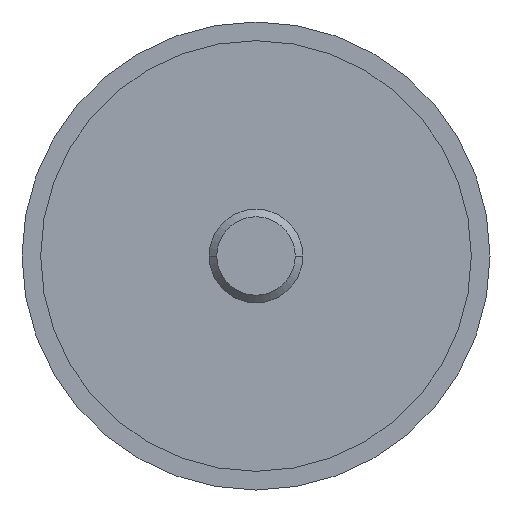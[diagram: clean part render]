
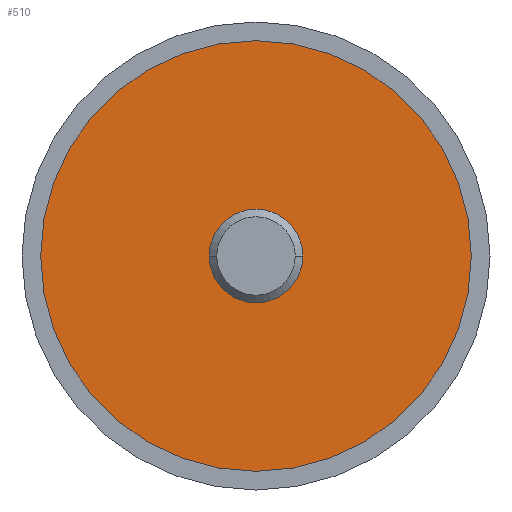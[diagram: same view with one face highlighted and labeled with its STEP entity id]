
A CAD part, front view. The second image highlights one B-rep face of the part: STEP entity #510.
In plain terms, the highlighted planar face has unit normal (0, -1, 0).
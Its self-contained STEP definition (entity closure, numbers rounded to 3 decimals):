
#232=EDGE_CURVE('',#520,#440,#590,.T.);
#296=VERTEX_POINT('',#663);
#350=EDGE_CURVE('',#392,#296,#720,.T.);
#392=VERTEX_POINT('',#769);
#440=VERTEX_POINT('',#826);
#510=ADVANCED_FACE('',(#908,#909),#910,.T.);
#514=EDGE_CURVE('',#296,#392,#914,.T.);
#520=VERTEX_POINT('',#921);
#532=EDGE_CURVE('',#440,#520,#933,.T.);
#590=CIRCLE('',#996,23.0);
#663=CARTESIAN_POINT('',(5.0,0.0,0.));
#720=CIRCLE('',#1162,5.0);
#769=CARTESIAN_POINT('',(-5.0,0.0,0.));
#826=CARTESIAN_POINT('',(-23.0,0.0,0.));
#908=FACE_BOUND('',#1404,.T.);
#909=FACE_OUTER_BOUND('',#1405,.T.);
#910=PLANE('',#1406);
#914=CIRCLE('',#1411,5.0);
#921=CARTESIAN_POINT('',(23.0,0.0,0.0));
#933=CIRCLE('',#1432,23.0);
#996=AXIS2_PLACEMENT_3D('',#1479,#1480,#1481);
#1162=AXIS2_PLACEMENT_3D('',#1626,#1627,#1628);
#1404=EDGE_LOOP('',(#1894,#1895));
#1405=EDGE_LOOP('',(#1896,#1897));
#1406=AXIS2_PLACEMENT_3D('',#1898,#1899,#1900);
#1411=AXIS2_PLACEMENT_3D('',#1901,#1902,#1903);
#1432=AXIS2_PLACEMENT_3D('',#1915,#1916,#1917);
#1479=CARTESIAN_POINT('',(0.0,0.0,0.0));
#1480=DIRECTION('',(0.0,-1.0,0.0));
#1481=DIRECTION('',(1.0,0.0,0.0));
#1626=CARTESIAN_POINT('',(0.0,0.0,0.0));
#1627=DIRECTION('',(-0.0,1.0,0.0));
#1628=DIRECTION('',(1.0,0.0,0.0));
#1894=ORIENTED_EDGE('',*,*,#350,.T.);
#1895=ORIENTED_EDGE('',*,*,#514,.T.);
#1896=ORIENTED_EDGE('',*,*,#232,.T.);
#1897=ORIENTED_EDGE('',*,*,#532,.T.);
#1898=CARTESIAN_POINT('',(0.0,0.0,0.0));
#1899=DIRECTION('',(0.0,-1.0,0.0));
#1900=DIRECTION('',(-1.0,0.0,0.0));
#1901=CARTESIAN_POINT('',(0.0,0.0,0.0));
#1902=DIRECTION('',(-0.0,1.0,0.0));
#1903=DIRECTION('',(1.0,0.0,0.0));
#1915=CARTESIAN_POINT('',(0.0,0.0,0.0));
#1916=DIRECTION('',(0.0,-1.0,0.0));
#1917=DIRECTION('',(1.0,0.0,0.0));
